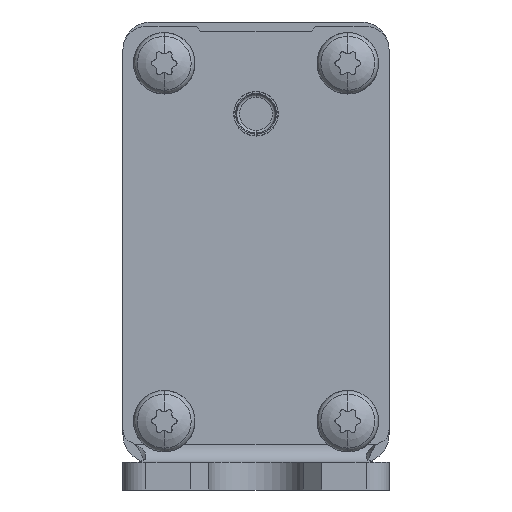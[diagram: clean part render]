
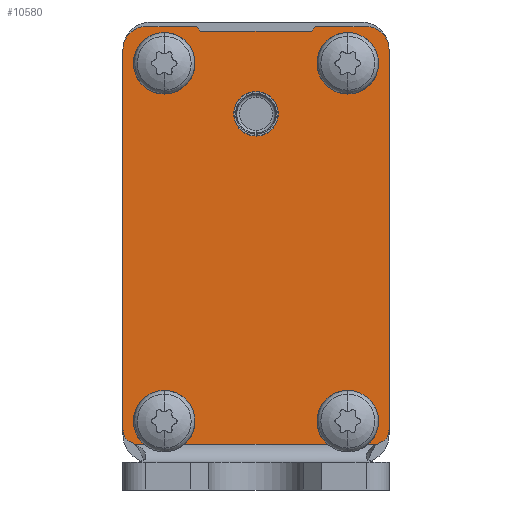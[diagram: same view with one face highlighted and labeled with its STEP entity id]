
A CAD part, front view. The second image highlights one B-rep face of the part: STEP entity #10580.
In plain terms, the highlighted face is planar.
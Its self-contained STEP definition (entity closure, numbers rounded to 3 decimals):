
#9673=CARTESIAN_POINT('',(-14.5,0.,3.));
#9674=DIRECTION('',(0.,0.,1.));
#9675=DIRECTION('',(0.516,0.857,0.));
#9676=AXIS2_PLACEMENT_3D('',#9673,#9674,#9675);
#9678=CARTESIAN_POINT('',(-13.,3.708,3.));
#9679=DIRECTION('',(0.,0.,-1.));
#9680=DIRECTION('',(-0.375,-0.927,0.));
#9681=AXIS2_PLACEMENT_3D('',#9678,#9679,#9680);
#9683=DIRECTION('',(0.,1.,0.));
#9684=VECTOR('',#9683,41.434);
#9685=CARTESIAN_POINT('',(-14.5,3.708,3.));
#9686=LINE('',#9685,#9684);
#9687=CARTESIAN_POINT('',(-12.,45.142,3.));
#9688=DIRECTION('',(0.,0.,-1.));
#9689=DIRECTION('',(-1.,0.,0.));
#9690=AXIS2_PLACEMENT_3D('',#9687,#9688,#9689);
#9692=DIRECTION('',(1.,0.,0.));
#9693=VECTOR('',#9692,5.5);
#9694=CARTESIAN_POINT('',(-12.,47.642,3.));
#9695=LINE('',#9694,#9693);
#9696=DIRECTION('',(0.707,-0.707,0.));
#9697=VECTOR('',#9696,0.707);
#9698=CARTESIAN_POINT('',(-6.5,47.642,3.));
#9699=LINE('',#9698,#9697);
#9700=DIRECTION('',(1.,0.,0.));
#9701=VECTOR('',#9700,12.);
#9702=CARTESIAN_POINT('',(-6.,47.142,3.));
#9703=LINE('',#9702,#9701);
#9704=DIRECTION('',(0.707,0.707,0.));
#9705=VECTOR('',#9704,0.707);
#9706=CARTESIAN_POINT('',(6.,47.142,3.));
#9707=LINE('',#9706,#9705);
#9708=DIRECTION('',(1.,0.,0.));
#9709=VECTOR('',#9708,5.5);
#9710=CARTESIAN_POINT('',(6.5,47.642,3.));
#9711=LINE('',#9710,#9709);
#9712=CARTESIAN_POINT('',(12.,45.142,3.));
#9713=DIRECTION('',(0.,0.,-1.));
#9714=DIRECTION('',(0.,1.,0.));
#9715=AXIS2_PLACEMENT_3D('',#9712,#9713,#9714);
#9717=DIRECTION('',(0.,-1.,0.));
#9718=VECTOR('',#9717,41.434);
#9719=CARTESIAN_POINT('',(14.5,45.142,3.));
#9720=LINE('',#9719,#9718);
#9721=CARTESIAN_POINT('',(13.,3.708,3.));
#9722=DIRECTION('',(0.,0.,-1.));
#9723=DIRECTION('',(1.,0.,0.));
#9724=AXIS2_PLACEMENT_3D('',#9721,#9722,#9723);
#9726=CARTESIAN_POINT('',(14.5,0.,3.));
#9727=DIRECTION('',(0.,0.,1.));
#9728=DIRECTION('',(-0.375,0.927,0.));
#9729=AXIS2_PLACEMENT_3D('',#9726,#9727,#9728);
#9731=CARTESIAN_POINT('',(10.,43.642,3.));
#9732=DIRECTION('',(0.,0.,1.));
#9733=DIRECTION('',(0.,-1.,0.));
#9734=AXIS2_PLACEMENT_3D('',#9731,#9732,#9733);
#9736=CARTESIAN_POINT('',(10.,43.642,3.));
#9737=DIRECTION('',(0.,0.,1.));
#9738=DIRECTION('',(0.,1.,0.));
#9739=AXIS2_PLACEMENT_3D('',#9736,#9737,#9738);
#9741=CARTESIAN_POINT('',(10.,4.642,3.));
#9742=DIRECTION('',(0.,0.,1.));
#9743=DIRECTION('',(0.,-1.,0.));
#9744=AXIS2_PLACEMENT_3D('',#9741,#9742,#9743);
#9746=CARTESIAN_POINT('',(10.,4.642,3.));
#9747=DIRECTION('',(0.,0.,1.));
#9748=DIRECTION('',(0.,1.,0.));
#9749=AXIS2_PLACEMENT_3D('',#9746,#9747,#9748);
#9751=CARTESIAN_POINT('',(-10.,4.642,3.));
#9752=DIRECTION('',(0.,0.,1.));
#9753=DIRECTION('',(0.,-1.,0.));
#9754=AXIS2_PLACEMENT_3D('',#9751,#9752,#9753);
#9756=CARTESIAN_POINT('',(-10.,4.642,3.));
#9757=DIRECTION('',(0.,0.,1.));
#9758=DIRECTION('',(0.,1.,0.));
#9759=AXIS2_PLACEMENT_3D('',#9756,#9757,#9758);
#9761=CARTESIAN_POINT('',(-10.,43.642,3.));
#9762=DIRECTION('',(0.,0.,1.));
#9763=DIRECTION('',(0.,-1.,0.));
#9764=AXIS2_PLACEMENT_3D('',#9761,#9762,#9763);
#9766=CARTESIAN_POINT('',(-10.,43.642,3.));
#9767=DIRECTION('',(0.,0.,1.));
#9768=DIRECTION('',(0.,1.,0.));
#9769=AXIS2_PLACEMENT_3D('',#9766,#9767,#9768);
#9771=CARTESIAN_POINT('',(0.,38.142,3.));
#9772=DIRECTION('',(0.,0.,1.));
#9773=DIRECTION('',(0.,-1.,0.));
#9774=AXIS2_PLACEMENT_3D('',#9771,#9772,#9773);
#9776=CARTESIAN_POINT('',(0.,38.142,3.));
#9777=DIRECTION('',(0.,0.,1.));
#9778=DIRECTION('',(0.,1.,0.));
#9779=AXIS2_PLACEMENT_3D('',#9776,#9777,#9778);
#9817=DIRECTION('',(1.,0.,0.));
#9818=VECTOR('',#9817,26.42);
#9819=CARTESIAN_POINT('',(-13.21,2.142,3.));
#9820=LINE('',#9819,#9818);
#10345=CARTESIAN_POINT('',(-13.21,2.142,3.));
#10346=CARTESIAN_POINT('',(13.21,2.142,3.));
#10347=VERTEX_POINT('',#10345);
#10348=VERTEX_POINT('',#10346);
#10349=CARTESIAN_POINT('',(-13.563,2.318,3.));
#10350=VERTEX_POINT('',#10349);
#10351=CARTESIAN_POINT('',(-14.5,3.708,3.));
#10352=VERTEX_POINT('',#10351);
#10353=CARTESIAN_POINT('',(-14.5,45.142,3.));
#10354=VERTEX_POINT('',#10353);
#10355=CARTESIAN_POINT('',(-12.,47.642,3.));
#10356=VERTEX_POINT('',#10355);
#10357=CARTESIAN_POINT('',(-6.5,47.642,3.));
#10358=VERTEX_POINT('',#10357);
#10359=CARTESIAN_POINT('',(-6.,47.142,3.));
#10360=VERTEX_POINT('',#10359);
#10361=CARTESIAN_POINT('',(6.,47.142,3.));
#10362=VERTEX_POINT('',#10361);
#10363=CARTESIAN_POINT('',(6.5,47.642,3.));
#10364=VERTEX_POINT('',#10363);
#10365=CARTESIAN_POINT('',(12.,47.642,3.));
#10366=VERTEX_POINT('',#10365);
#10367=CARTESIAN_POINT('',(14.5,45.142,3.));
#10368=VERTEX_POINT('',#10367);
#10369=CARTESIAN_POINT('',(14.5,3.708,3.));
#10370=VERTEX_POINT('',#10369);
#10371=CARTESIAN_POINT('',(13.563,2.318,3.));
#10372=VERTEX_POINT('',#10371);
#10373=CARTESIAN_POINT('',(10.,41.642,3.));
#10374=CARTESIAN_POINT('',(10.,45.642,3.));
#10375=VERTEX_POINT('',#10373);
#10376=VERTEX_POINT('',#10374);
#10377=CARTESIAN_POINT('',(10.,2.642,3.));
#10378=CARTESIAN_POINT('',(10.,6.642,3.));
#10379=VERTEX_POINT('',#10377);
#10380=VERTEX_POINT('',#10378);
#10381=CARTESIAN_POINT('',(-10.,2.642,3.));
#10382=CARTESIAN_POINT('',(-10.,6.642,3.));
#10383=VERTEX_POINT('',#10381);
#10384=VERTEX_POINT('',#10382);
#10385=CARTESIAN_POINT('',(-10.,41.642,3.));
#10386=CARTESIAN_POINT('',(-10.,45.642,3.));
#10387=VERTEX_POINT('',#10385);
#10388=VERTEX_POINT('',#10386);
#10389=CARTESIAN_POINT('',(0.,35.742,3.));
#10390=CARTESIAN_POINT('',(0.,40.542,3.));
#10391=VERTEX_POINT('',#10389);
#10392=VERTEX_POINT('',#10390);
#10515=CARTESIAN_POINT('',(0.,0.,3.));
#10516=DIRECTION('',(0.,0.,1.));
#10517=DIRECTION('',(1.,0.,0.));
#10518=AXIS2_PLACEMENT_3D('',#10515,#10516,#10517);
#10519=PLANE('',#10518);
#10521=ORIENTED_EDGE('',*,*,#10520,.F.);
#10523=ORIENTED_EDGE('',*,*,#10522,.T.);
#10525=ORIENTED_EDGE('',*,*,#10524,.T.);
#10527=ORIENTED_EDGE('',*,*,#10526,.T.);
#10529=ORIENTED_EDGE('',*,*,#10528,.T.);
#10531=ORIENTED_EDGE('',*,*,#10530,.T.);
#10533=ORIENTED_EDGE('',*,*,#10532,.T.);
#10535=ORIENTED_EDGE('',*,*,#10534,.T.);
#10537=ORIENTED_EDGE('',*,*,#10536,.T.);
#10539=ORIENTED_EDGE('',*,*,#10538,.T.);
#10541=ORIENTED_EDGE('',*,*,#10540,.T.);
#10543=ORIENTED_EDGE('',*,*,#10542,.T.);
#10545=ORIENTED_EDGE('',*,*,#10544,.T.);
#10547=ORIENTED_EDGE('',*,*,#10546,.T.);
#10548=EDGE_LOOP('',(#10521,#10523,#10525,#10527,#10529,#10531,#10533,#10535,
#10537,#10539,#10541,#10543,#10545,#10547));
#10549=FACE_OUTER_BOUND('',#10548,.F.);
#10551=ORIENTED_EDGE('',*,*,#10550,.T.);
#10553=ORIENTED_EDGE('',*,*,#10552,.T.);
#10554=EDGE_LOOP('',(#10551,#10553));
#10555=FACE_BOUND('',#10554,.F.);
#10557=ORIENTED_EDGE('',*,*,#10556,.T.);
#10559=ORIENTED_EDGE('',*,*,#10558,.T.);
#10560=EDGE_LOOP('',(#10557,#10559));
#10561=FACE_BOUND('',#10560,.F.);
#10563=ORIENTED_EDGE('',*,*,#10562,.T.);
#10565=ORIENTED_EDGE('',*,*,#10564,.T.);
#10566=EDGE_LOOP('',(#10563,#10565));
#10567=FACE_BOUND('',#10566,.F.);
#10569=ORIENTED_EDGE('',*,*,#10568,.T.);
#10571=ORIENTED_EDGE('',*,*,#10570,.T.);
#10572=EDGE_LOOP('',(#10569,#10571));
#10573=FACE_BOUND('',#10572,.F.);
#10575=ORIENTED_EDGE('',*,*,#10574,.T.);
#10577=ORIENTED_EDGE('',*,*,#10576,.T.);
#10578=EDGE_LOOP('',(#10575,#10577));
#10579=FACE_BOUND('',#10578,.F.);
#9677=CIRCLE('',#9676,2.5);
#9682=CIRCLE('',#9681,1.5);
#9691=CIRCLE('',#9690,2.5);
#9716=CIRCLE('',#9715,2.5);
#9725=CIRCLE('',#9724,1.5);
#9730=CIRCLE('',#9729,2.5);
#9735=CIRCLE('',#9734,2.);
#9740=CIRCLE('',#9739,2.);
#9745=CIRCLE('',#9744,2.);
#9750=CIRCLE('',#9749,2.);
#9755=CIRCLE('',#9754,2.);
#9760=CIRCLE('',#9759,2.);
#9765=CIRCLE('',#9764,2.);
#9770=CIRCLE('',#9769,2.);
#9775=CIRCLE('',#9774,2.4);
#9780=CIRCLE('',#9779,2.4);
#10520=EDGE_CURVE('',#10347,#10348,#9820,.T.);
#10522=EDGE_CURVE('',#10347,#10350,#9677,.T.);
#10524=EDGE_CURVE('',#10350,#10352,#9682,.T.);
#10526=EDGE_CURVE('',#10352,#10354,#9686,.T.);
#10528=EDGE_CURVE('',#10354,#10356,#9691,.T.);
#10530=EDGE_CURVE('',#10356,#10358,#9695,.T.);
#10532=EDGE_CURVE('',#10358,#10360,#9699,.T.);
#10534=EDGE_CURVE('',#10360,#10362,#9703,.T.);
#10536=EDGE_CURVE('',#10362,#10364,#9707,.T.);
#10538=EDGE_CURVE('',#10364,#10366,#9711,.T.);
#10540=EDGE_CURVE('',#10366,#10368,#9716,.T.);
#10542=EDGE_CURVE('',#10368,#10370,#9720,.T.);
#10544=EDGE_CURVE('',#10370,#10372,#9725,.T.);
#10546=EDGE_CURVE('',#10372,#10348,#9730,.T.);
#10550=EDGE_CURVE('',#10375,#10376,#9735,.T.);
#10552=EDGE_CURVE('',#10376,#10375,#9740,.T.);
#10556=EDGE_CURVE('',#10379,#10380,#9745,.T.);
#10558=EDGE_CURVE('',#10380,#10379,#9750,.T.);
#10562=EDGE_CURVE('',#10383,#10384,#9755,.T.);
#10564=EDGE_CURVE('',#10384,#10383,#9760,.T.);
#10568=EDGE_CURVE('',#10387,#10388,#9765,.T.);
#10570=EDGE_CURVE('',#10388,#10387,#9770,.T.);
#10574=EDGE_CURVE('',#10391,#10392,#9775,.T.);
#10576=EDGE_CURVE('',#10392,#10391,#9780,.T.);
#10580=ADVANCED_FACE('',(#10549,#10555,#10561,#10567,#10573,#10579),#10519,.T.);
